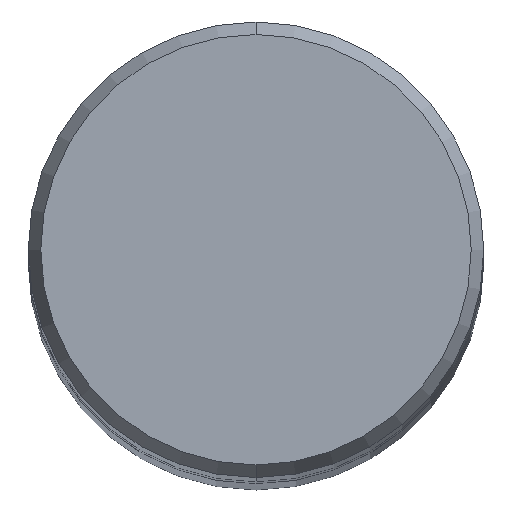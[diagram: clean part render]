
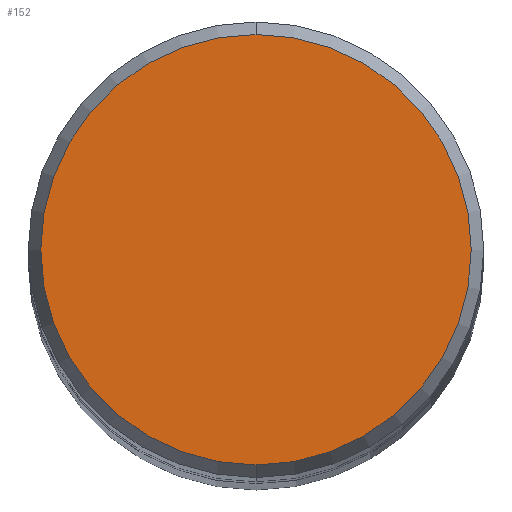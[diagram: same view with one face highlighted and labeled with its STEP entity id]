
A CAD part, top view. The second image highlights one B-rep face of the part: STEP entity #152.
In plain terms, the highlighted planar face has unit normal (0, 0, 1).
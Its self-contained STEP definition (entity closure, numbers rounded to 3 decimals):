
#116=VERTEX_POINT('',#265);
#120=EDGE_CURVE('',#174,#116,#269,.T.);
#122=EDGE_CURVE('',#116,#174,#271,.T.);
#152=ADVANCED_FACE('',(#304),#305,.T.);
#174=VERTEX_POINT('',#329);
#265=CARTESIAN_POINT('',(0.,-3.936,0.0));
#269=CIRCLE('',#428,3.936);
#271=CIRCLE('',#431,3.936);
#304=FACE_OUTER_BOUND('',#477,.T.);
#305=PLANE('',#478);
#329=CARTESIAN_POINT('',(0.0,3.936,0.0));
#428=AXIS2_PLACEMENT_3D('',#615,#616,#617);
#431=AXIS2_PLACEMENT_3D('',#618,#619,#620);
#477=EDGE_LOOP('',(#662,#663));
#478=AXIS2_PLACEMENT_3D('',#664,#665,#666);
#615=CARTESIAN_POINT('',(0.0,0.0,0.0));
#616=DIRECTION('',(0.0,0.0,-1.0));
#617=DIRECTION('',(0.0,1.0,0.0));
#618=CARTESIAN_POINT('',(0.0,0.0,0.0));
#619=DIRECTION('',(0.0,0.0,-1.0));
#620=DIRECTION('',(0.0,1.0,0.0));
#662=ORIENTED_EDGE('',*,*,#120,.F.);
#663=ORIENTED_EDGE('',*,*,#122,.F.);
#664=CARTESIAN_POINT('',(0.0,1.968,0.0));
#665=DIRECTION('',(-0.0,0.0,1.0));
#666=DIRECTION('',(0.0,-1.0,0.0));
